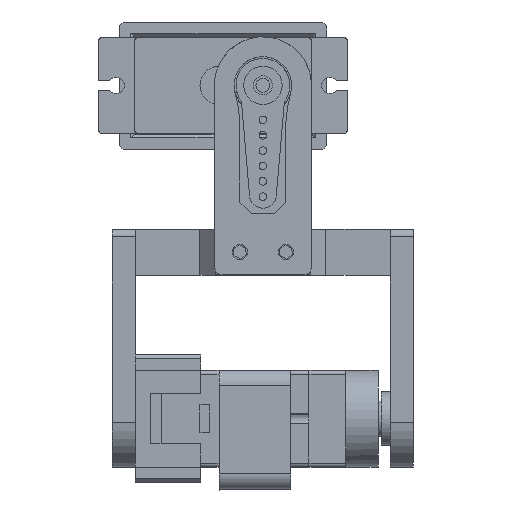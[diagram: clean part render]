
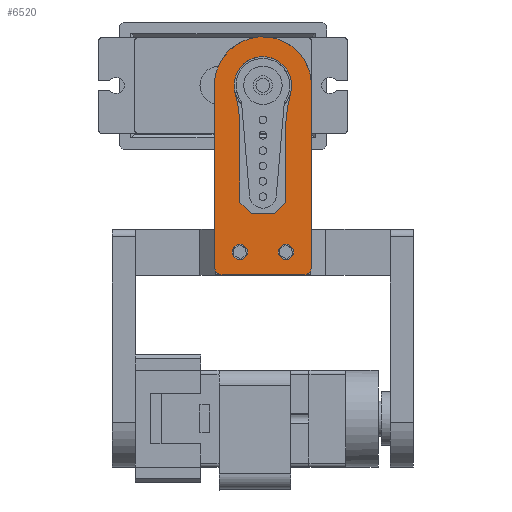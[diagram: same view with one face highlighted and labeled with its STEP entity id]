
A CAD part, top view. The second image highlights one B-rep face of the part: STEP entity #6520.
In plain terms, the highlighted planar face has unit normal (0, 0, 1).
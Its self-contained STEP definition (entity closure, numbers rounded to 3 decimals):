
#256=FACE_BOUND('',#1171,.T.);
#257=FACE_BOUND('',#1172,.T.);
#258=FACE_BOUND('',#1173,.T.);
#454=PLANE('',#7224);
#775=FACE_OUTER_BOUND('',#1170,.T.);
#1170=EDGE_LOOP('',(#5688,#5689,#5690,#5691,#5692,#5693));
#1171=EDGE_LOOP('',(#5694,#5695,#5696,#5697,#5698,#5699,#5700,#5701,#5702,
#5703,#5704));
#1172=EDGE_LOOP('',(#5705));
#1173=EDGE_LOOP('',(#5706));
#1766=LINE('',#10648,#2462);
#1770=LINE('',#10655,#2466);
#1773=LINE('',#10661,#2469);
#1780=LINE('',#10682,#2476);
#1783=LINE('',#10687,#2479);
#1784=LINE('',#10690,#2480);
#1786=LINE('',#10694,#2482);
#1788=LINE('',#10701,#2484);
#1789=LINE('',#10705,#2485);
#1790=LINE('',#10708,#2486);
#1791=LINE('',#10710,#2487);
#1792=LINE('',#10712,#2488);
#2462=VECTOR('',#8737,10.);
#2466=VECTOR('',#8743,10.);
#2469=VECTOR('',#8748,10.);
#2476=VECTOR('',#8765,10.);
#2479=VECTOR('',#8770,10.);
#2480=VECTOR('',#8773,10.);
#2482=VECTOR('',#8777,10.);
#2484=VECTOR('',#8783,10.);
#2485=VECTOR('',#8786,10.);
#2486=VECTOR('',#8789,10.);
#2487=VECTOR('',#8790,10.);
#2488=VECTOR('',#8791,10.);
#2836=CIRCLE('',#7225,1.);
#2837=CIRCLE('',#7226,6.325);
#2838=CIRCLE('',#7227,1.);
#2839=CIRCLE('',#7228,3.75);
#2840=CIRCLE('',#7229,3.75);
#2841=CIRCLE('',#7230,1.);
#2842=CIRCLE('',#7231,1.);
#3303=VERTEX_POINT('',#10645);
#3304=VERTEX_POINT('',#10647);
#3306=VERTEX_POINT('',#10653);
#3308=VERTEX_POINT('',#10659);
#3317=VERTEX_POINT('',#10681);
#3318=VERTEX_POINT('',#10685);
#3319=VERTEX_POINT('',#10689);
#3320=VERTEX_POINT('',#10693);
#3321=VERTEX_POINT('',#10697);
#3322=VERTEX_POINT('',#10698);
#3323=VERTEX_POINT('',#10700);
#3324=VERTEX_POINT('',#10702);
#3325=VERTEX_POINT('',#10704);
#3326=VERTEX_POINT('',#10706);
#3327=VERTEX_POINT('',#10709);
#3328=VERTEX_POINT('',#10711);
#3329=VERTEX_POINT('',#10713);
#3330=VERTEX_POINT('',#10716);
#3331=VERTEX_POINT('',#10718);
#4113=EDGE_CURVE('',#3303,#3304,#1766,.T.);
#4117=EDGE_CURVE('',#3303,#3306,#1770,.T.);
#4120=EDGE_CURVE('',#3308,#3306,#1773,.T.);
#4130=EDGE_CURVE('',#3317,#3304,#1780,.T.);
#4133=EDGE_CURVE('',#3308,#3318,#1783,.T.);
#4134=EDGE_CURVE('',#3317,#3319,#1784,.T.);
#4136=EDGE_CURVE('',#3319,#3320,#1786,.T.);
#4138=EDGE_CURVE('',#3321,#3322,#2836,.T.);
#4139=EDGE_CURVE('',#3323,#3321,#1788,.T.);
#4140=EDGE_CURVE('',#3324,#3323,#2837,.T.);
#4141=EDGE_CURVE('',#3324,#3325,#1789,.F.);
#4142=EDGE_CURVE('',#3326,#3325,#2838,.T.);
#4143=EDGE_CURVE('',#3322,#3326,#1790,.T.);
#4144=EDGE_CURVE('',#3327,#3318,#1791,.T.);
#4145=EDGE_CURVE('',#3328,#3327,#1792,.T.);
#4146=EDGE_CURVE('',#3328,#3329,#2839,.T.);
#4147=EDGE_CURVE('',#3329,#3320,#2840,.T.);
#4148=EDGE_CURVE('',#3330,#3330,#2841,.T.);
#4149=EDGE_CURVE('',#3331,#3331,#2842,.T.);
#5688=ORIENTED_EDGE('',*,*,#4138,.F.);
#5689=ORIENTED_EDGE('',*,*,#4139,.F.);
#5690=ORIENTED_EDGE('',*,*,#4140,.F.);
#5691=ORIENTED_EDGE('',*,*,#4141,.T.);
#5692=ORIENTED_EDGE('',*,*,#4142,.F.);
#5693=ORIENTED_EDGE('',*,*,#4143,.F.);
#5694=ORIENTED_EDGE('',*,*,#4133,.T.);
#5695=ORIENTED_EDGE('',*,*,#4144,.F.);
#5696=ORIENTED_EDGE('',*,*,#4145,.F.);
#5697=ORIENTED_EDGE('',*,*,#4146,.T.);
#5698=ORIENTED_EDGE('',*,*,#4147,.T.);
#5699=ORIENTED_EDGE('',*,*,#4136,.F.);
#5700=ORIENTED_EDGE('',*,*,#4134,.F.);
#5701=ORIENTED_EDGE('',*,*,#4130,.T.);
#5702=ORIENTED_EDGE('',*,*,#4113,.F.);
#5703=ORIENTED_EDGE('',*,*,#4117,.T.);
#5704=ORIENTED_EDGE('',*,*,#4120,.F.);
#5705=ORIENTED_EDGE('',*,*,#4148,.T.);
#5706=ORIENTED_EDGE('',*,*,#4149,.T.);
#6520=ADVANCED_FACE('',(#775,#256,#257,#258),#454,.T.);
#7224=AXIS2_PLACEMENT_3D('',#10696,#8779,#8780);
#7225=AXIS2_PLACEMENT_3D('',#10699,#8781,#8782);
#7226=AXIS2_PLACEMENT_3D('',#10703,#8784,#8785);
#7227=AXIS2_PLACEMENT_3D('',#10707,#8787,#8788);
#7228=AXIS2_PLACEMENT_3D('',#10714,#8792,#8793);
#7229=AXIS2_PLACEMENT_3D('',#10715,#8794,#8795);
#7230=AXIS2_PLACEMENT_3D('',#10717,#8796,#8797);
#7231=AXIS2_PLACEMENT_3D('',#10719,#8798,#8799);
#8737=DIRECTION('',(-0.707,0.707,0.));
#8743=DIRECTION('',(0.,-1.,0.));
#8748=DIRECTION('',(0.707,0.707,0.));
#8765=DIRECTION('',(1.,0.,0.));
#8770=DIRECTION('',(-1.,0.,0.));
#8773=DIRECTION('',(-0.994,0.11,0.));
#8777=DIRECTION('',(-0.976,0.218,0.));
#8779=DIRECTION('center_axis',(0.,0.,1.));
#8780=DIRECTION('ref_axis',(-1.,0.,0.));
#8781=DIRECTION('center_axis',(0.,0.,-1.));
#8782=DIRECTION('ref_axis',(0.707,0.707,0.));
#8783=DIRECTION('',(1.,0.,0.));
#8784=DIRECTION('center_axis',(0.,0.,-1.));
#8785=DIRECTION('ref_axis',(-1.,0.,0.));
#8786=DIRECTION('',(-1.,0.,0.));
#8787=DIRECTION('center_axis',(0.,0.,-1.));
#8788=DIRECTION('ref_axis',(0.707,-0.707,0.));
#8789=DIRECTION('',(0.,-1.,0.));
#8790=DIRECTION('',(0.994,0.111,0.));
#8791=DIRECTION('',(0.975,0.22,0.));
#8792=DIRECTION('center_axis',(0.,0.,-1.));
#8793=DIRECTION('ref_axis',(0.,1.,0.));
#8794=DIRECTION('center_axis',(0.,0.,-1.));
#8795=DIRECTION('ref_axis',(0.,1.,0.));
#8796=DIRECTION('center_axis',(0.,0.,-1.));
#8797=DIRECTION('ref_axis',(-1.,0.,0.));
#8798=DIRECTION('center_axis',(0.,0.,-1.));
#8799=DIRECTION('ref_axis',(-1.,0.,0.));
#10645=CARTESIAN_POINT('',(136.,35.5,3.));
#10647=CARTESIAN_POINT('',(134.5,37.,3.));
#10648=CARTESIAN_POINT('',(131.826,39.674,3.));
#10653=CARTESIAN_POINT('',(136.,32.5,3.));
#10655=CARTESIAN_POINT('',(136.,35.498,3.));
#10659=CARTESIAN_POINT('',(134.5,31.,3.));
#10661=CARTESIAN_POINT('',(131.824,28.324,3.));
#10681=CARTESIAN_POINT('',(124.047,37.,3.));
#10682=CARTESIAN_POINT('',(120.2,37.,3.));
#10685=CARTESIAN_POINT('',(124.056,31.,3.));
#10687=CARTESIAN_POINT('',(127.401,31.,3.));
#10689=CARTESIAN_POINT('',(122.071,37.218,3.));
#10690=CARTESIAN_POINT('',(121.373,37.296,3.));
#10693=CARTESIAN_POINT('',(120.19,37.64,3.));
#10694=CARTESIAN_POINT('',(120.869,37.487,3.));
#10696=CARTESIAN_POINT('Origin',(119.301,33.996,3.));
#10697=CARTESIAN_POINT('',(142.992,40.3,3.));
#10698=CARTESIAN_POINT('',(143.992,39.3,3.));
#10699=CARTESIAN_POINT('Origin',(142.992,39.3,3.));
#10700=CARTESIAN_POINT('',(118.782,40.3,3.));
#10701=CARTESIAN_POINT('',(135.992,40.3,3.));
#10702=CARTESIAN_POINT('',(118.7,27.7,3.));
#10703=CARTESIAN_POINT('Origin',(119.301,33.996,3.));
#10704=CARTESIAN_POINT('',(142.992,27.7,3.));
#10705=CARTESIAN_POINT('',(124.492,27.7,3.));
#10706=CARTESIAN_POINT('',(143.992,28.7,3.));
#10707=CARTESIAN_POINT('Origin',(142.992,28.7,3.));
#10708=CARTESIAN_POINT('',(143.992,34.,3.));
#10709=CARTESIAN_POINT('',(122.081,30.78,3.));
#10710=CARTESIAN_POINT('',(121.379,30.702,3.));
#10711=CARTESIAN_POINT('',(120.202,30.356,3.));
#10712=CARTESIAN_POINT('',(120.878,30.509,3.));
#10713=CARTESIAN_POINT('',(119.301,30.246,3.));
#10714=CARTESIAN_POINT('Origin',(119.301,33.996,3.));
#10715=CARTESIAN_POINT('Origin',(119.301,33.996,3.));
#10716=CARTESIAN_POINT('',(142.,31.,3.));
#10717=CARTESIAN_POINT('Origin',(141.,31.,3.));
#10718=CARTESIAN_POINT('',(142.,37.,3.));
#10719=CARTESIAN_POINT('Origin',(141.,37.,3.));
